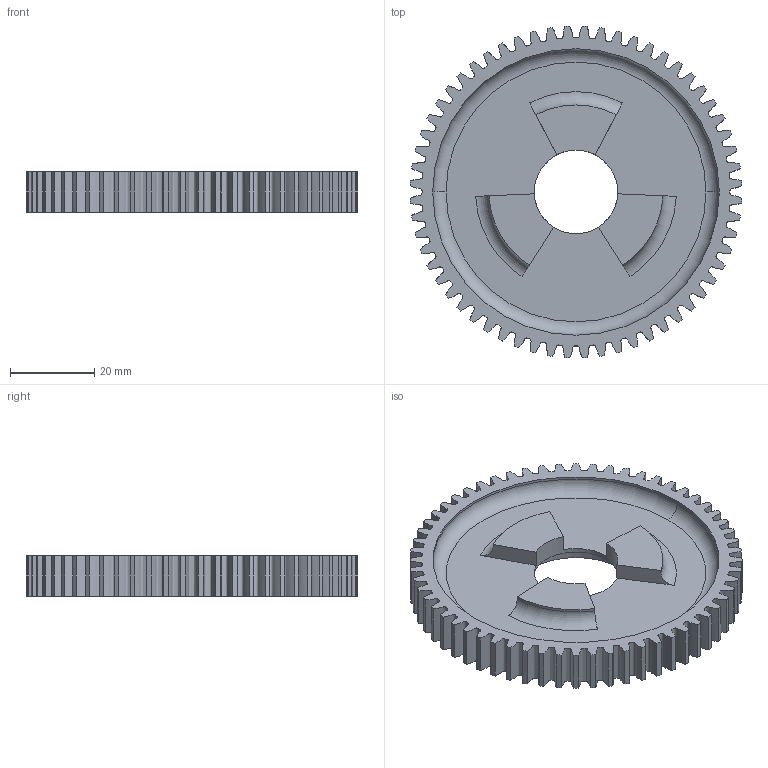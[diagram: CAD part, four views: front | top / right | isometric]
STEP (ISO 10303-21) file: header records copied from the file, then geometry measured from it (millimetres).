
FILE_DESCRIPTION (( 'STEP AP203' ), '1' );
FILE_NAME ('60.DOG.VP.STEP', '2014-06-22T00:31:25', ( '' ), ( '' ), 'SwSTEP 2.0', 'SolidWorks 2013', '' );
FILE_SCHEMA (( 'CONFIG_CONTROL_DESIGN' ));
Length unit declared in the file: inch
Products named in the file (1): 60.DOG.VP
Bounding box: 78.68 x 78.68 x 9.53 mm (x, y, z)
Volume: 29854.5 mm3; surface area: 14608.6 mm2
Topology: 1 solids, 1 shells, 147 faces, 427 edges, 284 vertices
Faces by surface type: cylinder 69, bspline 60, plane 13, torus 5
Entity records: 23345 total; most frequent: CARTESIAN_POINT 19639, ORIENTED_EDGE 854, DIRECTION 640, EDGE_CURVE 427, VERTEX_POINT 284, AXIS2_PLACEMENT_3D 245, CIRCLE 157, EDGE_LOOP 151
